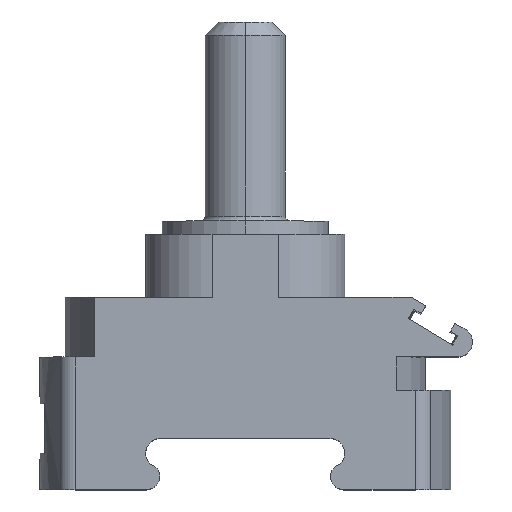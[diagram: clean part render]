
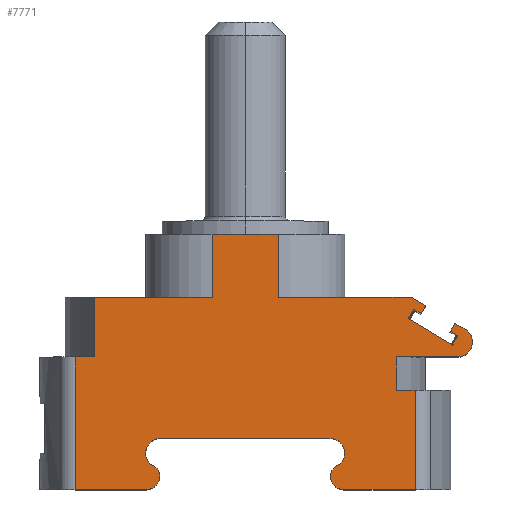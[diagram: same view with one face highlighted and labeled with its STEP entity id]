
A CAD part, top view. The second image highlights one B-rep face of the part: STEP entity #7771.
In plain terms, the highlighted planar face has unit normal (0, 0, 1).
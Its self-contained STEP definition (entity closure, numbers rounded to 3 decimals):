
#171=DIRECTION('',(-1.,0.,0.));
#172=VECTOR('',#171,8.);
#173=CARTESIAN_POINT('',(10.,11.6,6.));
#174=LINE('',#173,#172);
#462=DIRECTION('',(1.,0.,0.));
#463=VECTOR('',#462,3.7);
#464=CARTESIAN_POINT('',(9.1,8.,6.));
#465=LINE('',#464,#463);
#466=DIRECTION('',(-1.,0.,0.));
#467=VECTOR('',#466,1.145);
#468=CARTESIAN_POINT('',(10.245,6.,6.));
#469=LINE('',#468,#467);
#488=DIRECTION('',(0.,1.,0.));
#489=VECTOR('',#488,6.);
#490=CARTESIAN_POINT('',(10.245,0.,6.));
#491=LINE('',#490,#489);
#2664=DIRECTION('',(0.,-1.,0.));
#2665=VECTOR('',#2664,8.);
#2666=CARTESIAN_POINT('',(-10.245,8.,6.));
#2667=LINE('',#2666,#2665);
#2682=DIRECTION('',(-1.,0.,0.));
#2683=VECTOR('',#2682,1.145);
#2684=CARTESIAN_POINT('',(-9.1,8.,6.));
#2685=LINE('',#2684,#2683);
#2694=DIRECTION('',(-1.,0.,0.));
#2695=VECTOR('',#2694,7.1);
#2696=CARTESIAN_POINT('',(-2.,11.6,6.));
#2697=LINE('',#2696,#2695);
#2907=DIRECTION('',(0.,1.,0.));
#2908=VECTOR('',#2907,3.8);
#2909=CARTESIAN_POINT('',(2.,11.6,6.));
#2910=LINE('',#2909,#2908);
#2911=DIRECTION('',(-0.866,0.5,0.));
#2912=VECTOR('',#2911,1.025);
#2913=CARTESIAN_POINT('',(10.888,11.088,6.));
#2914=LINE('',#2913,#2912);
#2915=DIRECTION('',(0.5,0.866,0.));
#2916=VECTOR('',#2915,0.548);
#2917=CARTESIAN_POINT('',(10.614,10.613,6.));
#2918=LINE('',#2917,#2916);
#2919=DIRECTION('',(0.866,-0.5,0.));
#2920=VECTOR('',#2919,0.53);
#2921=CARTESIAN_POINT('',(10.155,10.878,6.));
#2922=LINE('',#2921,#2920);
#2923=DIRECTION('',(0.5,0.866,0.));
#2924=VECTOR('',#2923,0.651);
#2925=CARTESIAN_POINT('',(9.83,10.315,6.));
#2926=LINE('',#2925,#2924);
#2927=DIRECTION('',(-0.858,0.514,0.));
#2928=VECTOR('',#2927,3.109);
#2929=CARTESIAN_POINT('',(12.498,8.717,6.));
#2930=LINE('',#2929,#2928);
#2931=DIRECTION('',(-0.5,-0.866,0.));
#2932=VECTOR('',#2931,0.652);
#2933=CARTESIAN_POINT('',(12.824,9.282,6.));
#2934=LINE('',#2933,#2932);
#2935=DIRECTION('',(0.857,-0.516,0.));
#2936=VECTOR('',#2935,0.53);
#2937=CARTESIAN_POINT('',(12.37,9.555,6.));
#2938=LINE('',#2937,#2936);
#2939=DIRECTION('',(-0.5,-0.866,0.));
#2940=VECTOR('',#2939,0.548);
#2941=CARTESIAN_POINT('',(12.644,10.029,6.));
#2942=LINE('',#2941,#2940);
#2943=DIRECTION('',(-0.866,0.5,0.));
#2944=VECTOR('',#2943,0.7);
#2945=CARTESIAN_POINT('',(13.25,9.679,6.));
#2946=LINE('',#2945,#2944);
#2947=CARTESIAN_POINT('',(12.8,8.9,6.));
#2948=DIRECTION('',(0.,0.,1.));
#2949=DIRECTION('',(0.,-1.,0.));
#2950=AXIS2_PLACEMENT_3D('',#2947,#2948,#2949);
#2952=DIRECTION('',(0.,1.,0.));
#2953=VECTOR('',#2952,2.);
#2954=CARTESIAN_POINT('',(9.1,6.,6.));
#2955=LINE('',#2954,#2953);
#2956=DIRECTION('',(1.,0.,0.));
#2957=VECTOR('',#2956,4.297);
#2958=CARTESIAN_POINT('',(5.948,0.,6.));
#2959=LINE('',#2958,#2957);
#2960=CARTESIAN_POINT('',(5.948,0.8,6.));
#2961=DIRECTION('',(0.,0.,1.));
#2962=DIRECTION('',(-0.712,0.702,0.));
#2963=AXIS2_PLACEMENT_3D('',#2960,#2961,#2962);
#2965=DIRECTION('',(-0.866,-0.5,0.));
#2966=VECTOR('',#2965,0.425);
#2967=CARTESIAN_POINT('',(5.747,1.574,6.));
#2968=LINE('',#2967,#2966);
#2969=CARTESIAN_POINT('',(5.1,2.2,6.));
#2970=DIRECTION('',(0.,0.,-1.));
#2971=DIRECTION('',(0.,1.,0.));
#2972=AXIS2_PLACEMENT_3D('',#2969,#2970,#2971);
#2974=DIRECTION('',(1.,0.,0.));
#2975=VECTOR('',#2974,10.2);
#2976=CARTESIAN_POINT('',(-5.1,3.1,6.));
#2977=LINE('',#2976,#2975);
#2978=CARTESIAN_POINT('',(-5.1,2.2,6.));
#2979=DIRECTION('',(0.,0.,-1.));
#2980=DIRECTION('',(-0.719,-0.695,0.));
#2981=AXIS2_PLACEMENT_3D('',#2978,#2979,#2980);
#2983=DIRECTION('',(-0.866,0.5,0.));
#2984=VECTOR('',#2983,0.425);
#2985=CARTESIAN_POINT('',(-5.379,1.362,6.));
#2986=LINE('',#2985,#2984);
#2987=CARTESIAN_POINT('',(-5.948,0.8,6.));
#2988=DIRECTION('',(0.,0.,1.));
#2989=DIRECTION('',(0.,-1.,0.));
#2990=AXIS2_PLACEMENT_3D('',#2987,#2988,#2989);
#2992=DIRECTION('',(1.,0.,0.));
#2993=VECTOR('',#2992,4.297);
#2994=CARTESIAN_POINT('',(-10.245,0.,6.));
#2995=LINE('',#2994,#2993);
#2996=DIRECTION('',(0.,1.,0.));
#2997=VECTOR('',#2996,3.6);
#2998=CARTESIAN_POINT('',(-9.1,8.,6.));
#2999=LINE('',#2998,#2997);
#3000=DIRECTION('',(0.,-1.,0.));
#3001=VECTOR('',#3000,3.8);
#3002=CARTESIAN_POINT('',(-2.,15.4,6.));
#3003=LINE('',#3002,#3001);
#3004=DIRECTION('',(-1.,0.,0.));
#3005=VECTOR('',#3004,4.);
#3006=CARTESIAN_POINT('',(2.,15.4,6.));
#3007=LINE('',#3006,#3005);
#4867=CARTESIAN_POINT('',(-5.1,3.1,6.));
#4868=CARTESIAN_POINT('',(5.1,3.1,6.));
#4869=VERTEX_POINT('',#4867);
#4870=VERTEX_POINT('',#4868);
#4871=CARTESIAN_POINT('',(5.747,1.574,6.));
#4872=VERTEX_POINT('',#4871);
#4873=CARTESIAN_POINT('',(5.379,1.362,6.));
#4874=VERTEX_POINT('',#4873);
#4875=CARTESIAN_POINT('',(5.948,0.,6.));
#4876=VERTEX_POINT('',#4875);
#4877=CARTESIAN_POINT('',(12.8,8.,6.));
#4878=CARTESIAN_POINT('',(13.25,9.679,6.));
#4879=VERTEX_POINT('',#4877);
#4880=VERTEX_POINT('',#4878);
#4881=CARTESIAN_POINT('',(12.644,10.029,6.));
#4882=VERTEX_POINT('',#4881);
#4883=CARTESIAN_POINT('',(10.888,11.088,6.));
#4884=CARTESIAN_POINT('',(10.,11.6,6.));
#4885=VERTEX_POINT('',#4883);
#4886=VERTEX_POINT('',#4884);
#4887=CARTESIAN_POINT('',(-5.948,0.,6.));
#4888=CARTESIAN_POINT('',(-5.379,1.362,6.));
#4889=VERTEX_POINT('',#4887);
#4890=VERTEX_POINT('',#4888);
#4891=CARTESIAN_POINT('',(-5.747,1.574,6.));
#4892=VERTEX_POINT('',#4891);
#4897=CARTESIAN_POINT('',(-9.1,8.,6.));
#4898=CARTESIAN_POINT('',(-9.1,11.6,6.));
#4899=VERTEX_POINT('',#4897);
#4900=VERTEX_POINT('',#4898);
#4905=CARTESIAN_POINT('',(9.1,6.,6.));
#4906=CARTESIAN_POINT('',(9.1,8.,6.));
#4907=VERTEX_POINT('',#4905);
#4908=VERTEX_POINT('',#4906);
#4913=CARTESIAN_POINT('',(10.245,0.,6.));
#4914=VERTEX_POINT('',#4913);
#4915=CARTESIAN_POINT('',(10.245,6.,6.));
#4916=VERTEX_POINT('',#4915);
#4929=CARTESIAN_POINT('',(-10.245,8.,6.));
#4930=VERTEX_POINT('',#4929);
#4931=CARTESIAN_POINT('',(-10.245,0.,6.));
#4932=VERTEX_POINT('',#4931);
#5073=CARTESIAN_POINT('',(2.,15.4,6.));
#5075=VERTEX_POINT('',#5073);
#5079=CARTESIAN_POINT('',(2.,11.6,6.));
#5080=VERTEX_POINT('',#5079);
#5085=CARTESIAN_POINT('',(-2.,15.4,6.));
#5086=VERTEX_POINT('',#5085);
#5087=CARTESIAN_POINT('',(-2.,11.6,6.));
#5088=VERTEX_POINT('',#5087);
#5367=CARTESIAN_POINT('',(12.498,8.717,6.));
#5368=CARTESIAN_POINT('',(9.83,10.315,6.));
#5369=VERTEX_POINT('',#5367);
#5370=VERTEX_POINT('',#5368);
#5379=CARTESIAN_POINT('',(12.37,9.555,6.));
#5380=VERTEX_POINT('',#5379);
#5381=CARTESIAN_POINT('',(10.614,10.613,6.));
#5382=VERTEX_POINT('',#5381);
#5387=CARTESIAN_POINT('',(12.824,9.282,6.));
#5388=VERTEX_POINT('',#5387);
#5389=CARTESIAN_POINT('',(10.155,10.878,6.));
#5390=VERTEX_POINT('',#5389);
#7725=CARTESIAN_POINT('',(0.,0.,6.));
#7726=DIRECTION('',(0.,0.,1.));
#7727=DIRECTION('',(1.,0.,0.));
#7728=AXIS2_PLACEMENT_3D('',#7725,#7726,#7727);
#7729=PLANE('',#7728);
#7730=ORIENTED_EDGE('',*,*,#5568,.F.);
#7731=ORIENTED_EDGE('',*,*,#5610,.F.);
#7732=ORIENTED_EDGE('',*,*,#5646,.F.);
#7733=ORIENTED_EDGE('',*,*,#5661,.F.);
#7734=ORIENTED_EDGE('',*,*,#5690,.F.);
#7735=ORIENTED_EDGE('',*,*,#5706,.F.);
#7736=ORIENTED_EDGE('',*,*,#5735,.F.);
#7738=ORIENTED_EDGE('',*,*,#7737,.F.);
#7739=ORIENTED_EDGE('',*,*,#5777,.F.);
#7740=ORIENTED_EDGE('',*,*,#5793,.F.);
#7741=ORIENTED_EDGE('',*,*,#5807,.F.);
#7742=ORIENTED_EDGE('',*,*,#5821,.F.);
#7743=ORIENTED_EDGE('',*,*,#5835,.F.);
#7744=ORIENTED_EDGE('',*,*,#5849,.F.);
#7745=ORIENTED_EDGE('',*,*,#5862,.F.);
#7746=ORIENTED_EDGE('',*,*,#5882,.F.);
#7747=ORIENTED_EDGE('',*,*,#5928,.F.);
#7749=ORIENTED_EDGE('',*,*,#7748,.F.);
#7751=ORIENTED_EDGE('',*,*,#7750,.F.);
#7753=ORIENTED_EDGE('',*,*,#7752,.F.);
#7755=ORIENTED_EDGE('',*,*,#7754,.F.);
#7757=ORIENTED_EDGE('',*,*,#7756,.F.);
#7759=ORIENTED_EDGE('',*,*,#7758,.F.);
#7761=ORIENTED_EDGE('',*,*,#7760,.F.);
#7762=ORIENTED_EDGE('',*,*,#6882,.F.);
#7763=ORIENTED_EDGE('',*,*,#7624,.F.);
#7764=ORIENTED_EDGE('',*,*,#7641,.F.);
#7765=ORIENTED_EDGE('',*,*,#7654,.T.);
#7766=ORIENTED_EDGE('',*,*,#7671,.F.);
#7767=ORIENTED_EDGE('',*,*,#7719,.F.);
#7768=ORIENTED_EDGE('',*,*,#5537,.F.);
#7769=EDGE_LOOP('',(#7730,#7731,#7732,#7733,#7734,#7735,#7736,#7738,#7739,#7740,
#7741,#7742,#7743,#7744,#7745,#7746,#7747,#7749,#7751,#7753,#7755,#7757,#7759,
#7761,#7762,#7763,#7764,#7765,#7766,#7767,#7768));
#7770=FACE_OUTER_BOUND('',#7769,.F.);
#7771=ADVANCED_FACE('',(#7770),#7729,.T.);
#2951=CIRCLE('',#2950,0.9);
#2964=CIRCLE('',#2963,0.8);
#2973=CIRCLE('',#2972,0.9);
#2982=CIRCLE('',#2981,0.9);
#2991=CIRCLE('',#2990,0.8);
#5537=EDGE_CURVE('',#5075,#5086,#3007,.T.);
#5568=EDGE_CURVE('',#5080,#5075,#2910,.T.);
#5610=EDGE_CURVE('',#4886,#5080,#174,.T.);
#5646=EDGE_CURVE('',#4885,#4886,#2914,.T.);
#5661=EDGE_CURVE('',#5382,#4885,#2918,.T.);
#5690=EDGE_CURVE('',#5390,#5382,#2922,.T.);
#5706=EDGE_CURVE('',#5370,#5390,#2926,.T.);
#5735=EDGE_CURVE('',#5369,#5370,#2930,.T.);
#5777=EDGE_CURVE('',#5380,#5388,#2938,.T.);
#5793=EDGE_CURVE('',#4882,#5380,#2942,.T.);
#5807=EDGE_CURVE('',#4880,#4882,#2946,.T.);
#5821=EDGE_CURVE('',#4879,#4880,#2951,.T.);
#5835=EDGE_CURVE('',#4908,#4879,#465,.T.);
#5849=EDGE_CURVE('',#4907,#4908,#2955,.T.);
#5862=EDGE_CURVE('',#4916,#4907,#469,.T.);
#5882=EDGE_CURVE('',#4914,#4916,#491,.T.);
#5928=EDGE_CURVE('',#4876,#4914,#2959,.T.);
#6882=EDGE_CURVE('',#4932,#4889,#2995,.T.);
#7624=EDGE_CURVE('',#4930,#4932,#2667,.T.);
#7641=EDGE_CURVE('',#4899,#4930,#2685,.T.);
#7654=EDGE_CURVE('',#4899,#4900,#2999,.T.);
#7671=EDGE_CURVE('',#5088,#4900,#2697,.T.);
#7719=EDGE_CURVE('',#5086,#5088,#3003,.T.);
#7737=EDGE_CURVE('',#5388,#5369,#2934,.T.);
#7748=EDGE_CURVE('',#4874,#4876,#2964,.T.);
#7750=EDGE_CURVE('',#4872,#4874,#2968,.T.);
#7752=EDGE_CURVE('',#4870,#4872,#2973,.T.);
#7754=EDGE_CURVE('',#4869,#4870,#2977,.T.);
#7756=EDGE_CURVE('',#4892,#4869,#2982,.T.);
#7758=EDGE_CURVE('',#4890,#4892,#2986,.T.);
#7760=EDGE_CURVE('',#4889,#4890,#2991,.T.);
